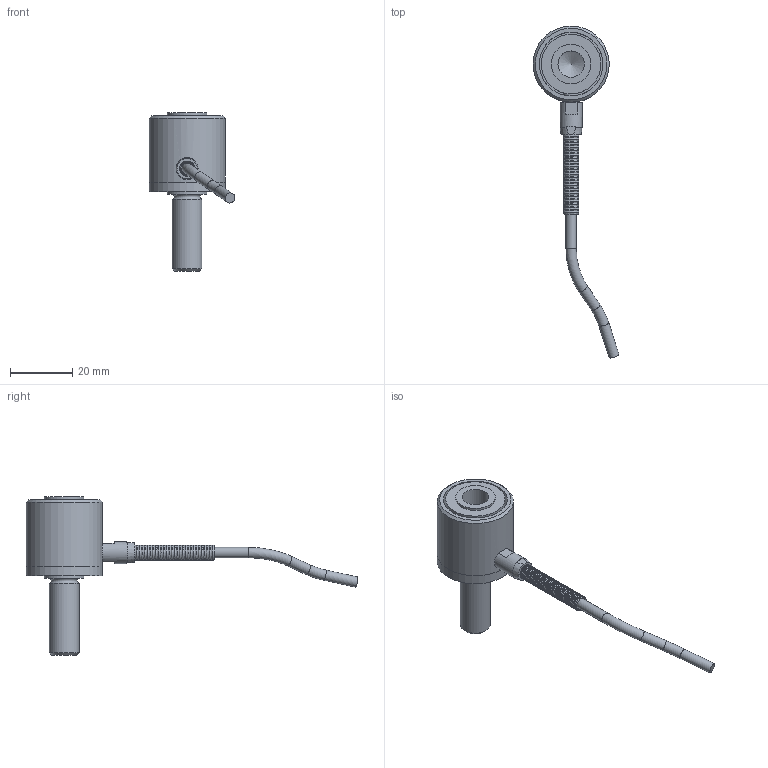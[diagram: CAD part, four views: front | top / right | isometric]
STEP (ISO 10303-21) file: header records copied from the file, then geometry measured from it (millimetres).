
FILE_DESCRIPTION((''),'2;1');
FILE_NAME('LCB200.stp','2010-09-17T16:27:46',('thomasl'),(''),'Autodesk Inventor 2008','Autodesk Inventor 2008','');
FILE_SCHEMA(('AUTOMOTIVE_DESIGN { 1 0 10303 214 1 1 1 1 }'));
Length unit declared in the file: inch
Products named in the file (62): LCB200; $F1390-F; FLEXURE; $F1391-D; COVER; STR.RE; ~$F2507; PART2; 31B52; 31B52A; 31B52B; 31B52C; 31B52D; 31B52E; 31B52F; 31B52G; 31B52H; 31B52I; 31B52J; 31B52K; 31B52L; 31B52M; 31B52N; 31B52O; 31B52P; 31B52Q; 31B52R; 31B52S; 31B52T; 31B52U; 31B52V; 31B52W; 31B52X; 31B52Y; 31B52Z; 31B52ZA; 31B52ZB; 31B52ZC; 31B52ZD; 31B52ZE ...
Assembly tree (61 placements, depth 5):
  LCB200
    $F1390-F
      FLEXURE
    $F1391-D
      COVER
    STR.RE
      ~$F2507
        PART2
          31B52
          31B52A
          31B52B
          31B52C
          31B52D
          31B52E
          31B52F
          31B52G
          31B52H
          31B52I
          31B52J
          31B52K
          31B52L
          31B52M
          31B52N
          31B52O
          31B52P
          31B52Q
          31B52R
          31B52S
          31B52T
          31B52U
          31B52V
          31B52W
          31B52X
          31B52Y
          31B52Z
          31B52ZA
          31B52ZB
          31B52ZC
          31B52ZD
          31B52ZE
          31B52ZF
          31B52ZG
          31B52ZH
          31B52ZI
          31B52ZJ
          31B52ZK
          31B52ZL
          31B52ZM
          31B52ZN
          31B52ZO
          31B52ZP
          31B52ZQ
          31B52ZR
          31B52ZS
          31B52ZT
          31B52ZU
          31B52ZV
          31B52ZW
          31B52ZX
          31B52ZY
Bounding box: 27.51 x 106.22 x 50.8 mm (x, y, z)
Volume: 12308.4 mm3; surface area: 9580.6 mm2
Topology: 55 solids, 55 shells, 224 faces, 559 edges, 338 vertices
Faces by surface type: cylinder 98, plane 57, bspline 50, cone 15, torus 4
Full cylindrical faces by diameter (mm): 3.048 x1, 3.302 x3, 4.064 x1, 4.089 x1, 4.445 x50, 4.801 x1, 4.851 x2, 5.207 x1, 5.334 x1, 5.715 x1, 5.791 x1, 7.061 x1, 8.433 x1, 9.525 x2, 12.7 x2, 19.05 x1, 20.32 x1, 20.396 x1, 24.384 x2
Entity records: 11763 total; most frequent: CARTESIAN_POINT 5211, DIRECTION 1176, ORIENTED_EDGE 796, AXIS2_PLACEMENT_3D 526, EDGE_CURVE 398, EDGE_LOOP 388, VERTEX_POINT 316, CIRCLE 229
